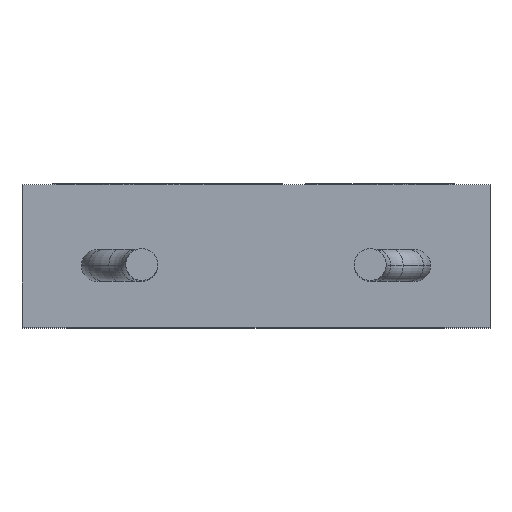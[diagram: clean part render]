
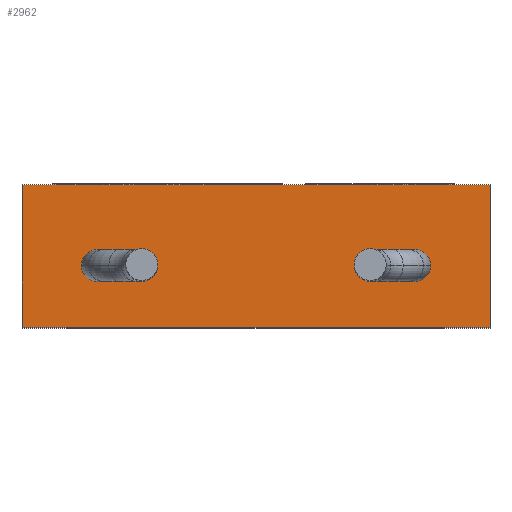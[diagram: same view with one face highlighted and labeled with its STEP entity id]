
A CAD part, top view. The second image highlights one B-rep face of the part: STEP entity #2962.
In plain terms, the highlighted face is planar.
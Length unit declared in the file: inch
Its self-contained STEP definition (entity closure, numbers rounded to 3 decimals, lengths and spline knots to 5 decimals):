
#2635=DIRECTION('',(-1.,0.,0.));
#2636=VECTOR('',#2635,0.41);
#2637=CARTESIAN_POINT('',(0.205,-0.22,-0.125));
#2638=LINE('',#2637,#2636);
#2676=DIRECTION('',(-1.,0.,0.));
#2677=VECTOR('',#2676,0.41);
#2678=CARTESIAN_POINT('',(0.205,-0.22,0.));
#2679=LINE('',#2678,#2677);
#2680=DIRECTION('',(0.,0.,1.));
#2681=VECTOR('',#2680,0.125);
#2682=CARTESIAN_POINT('',(0.205,-0.22,-0.125));
#2683=LINE('',#2682,#2681);
#2688=DIRECTION('',(0.,0.,1.));
#2689=VECTOR('',#2688,0.125);
#2690=CARTESIAN_POINT('',(-0.205,-0.22,-0.125));
#2691=LINE('',#2690,#2689);
#2785=CARTESIAN_POINT('',(-0.205,-0.22,-0.125));
#2786=VERTEX_POINT('',#2785);
#2787=CARTESIAN_POINT('',(-0.205,-0.22,0.));
#2788=VERTEX_POINT('',#2787);
#2793=CARTESIAN_POINT('',(0.205,-0.22,-0.125));
#2794=VERTEX_POINT('',#2793);
#2815=CARTESIAN_POINT('',(0.205,-0.22,0.));
#2816=VERTEX_POINT('',#2815);
#2950=CARTESIAN_POINT('',(-0.205,-0.22,0.));
#2951=DIRECTION('',(0.,-1.,0.));
#2952=DIRECTION('',(0.,0.,-1.));
#2953=AXIS2_PLACEMENT_3D('',#2950,#2951,#2952);
#2954=PLANE('',#2953);
#2955=ORIENTED_EDGE('',*,*,#2893,.T.);
#2957=ORIENTED_EDGE('',*,*,#2956,.T.);
#2958=ORIENTED_EDGE('',*,*,#2925,.F.);
#2959=ORIENTED_EDGE('',*,*,#2856,.F.);
#2960=EDGE_LOOP('',(#2955,#2957,#2958,#2959));
#2961=FACE_OUTER_BOUND('',#2960,.F.);
#2962=ADVANCED_FACE('',(#2961),#2954,.T.);
#2856=EDGE_CURVE('',#2794,#2816,#2683,.T.);
#2893=EDGE_CURVE('',#2794,#2786,#2638,.T.);
#2925=EDGE_CURVE('',#2816,#2788,#2679,.T.);
#2956=EDGE_CURVE('',#2786,#2788,#2691,.T.);
